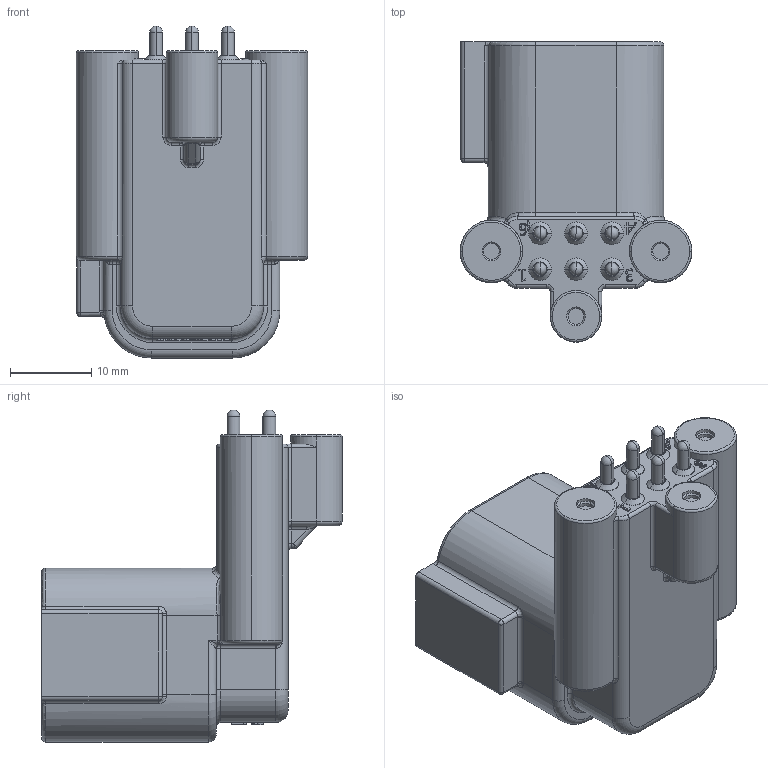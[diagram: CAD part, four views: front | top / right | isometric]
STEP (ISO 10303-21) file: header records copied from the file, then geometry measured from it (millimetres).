
FILE_DESCRIPTION((''),'2;1');
FILE_NAME('PL000697-062-SC3X','2019-03-21T',('Brook.Ding'),(''),'PRO/ENGINEER BY PARAMETRIC TECHNOLOGY CORPORATION, 2016360','PRO/ENGINEER BY PARAMETRIC TECHNOLOGY CORPORATION, 2016360','');
FILE_SCHEMA(('CONFIG_CONTROL_DESIGN'));
Length unit declared in the file: millimetre
Products named in the file (1): PL000697-062-SC3X
Bounding box: 28.49 x 36.98 x 40.85 mm (x, y, z)
Volume: 10715.3 mm3; surface area: 6558 mm2
Topology: 1 solids, 5 shells, 925 faces, 2390 edges, 1512 vertices
Faces by surface type: extrusion 324, plane 321, cylinder 151, torus 49, sphere 38, cone 22, bspline 20
Entity records: 30000 total; most frequent: CARTESIAN_POINT 8753, ORIENTED_EDGE 4732, DIRECTION 3528, EDGE_CURVE 2366, VECTOR 1582, VERTEX_POINT 1512, LINE 1258, B_SPLINE_CURVE_WITH_KNOTS 1040
